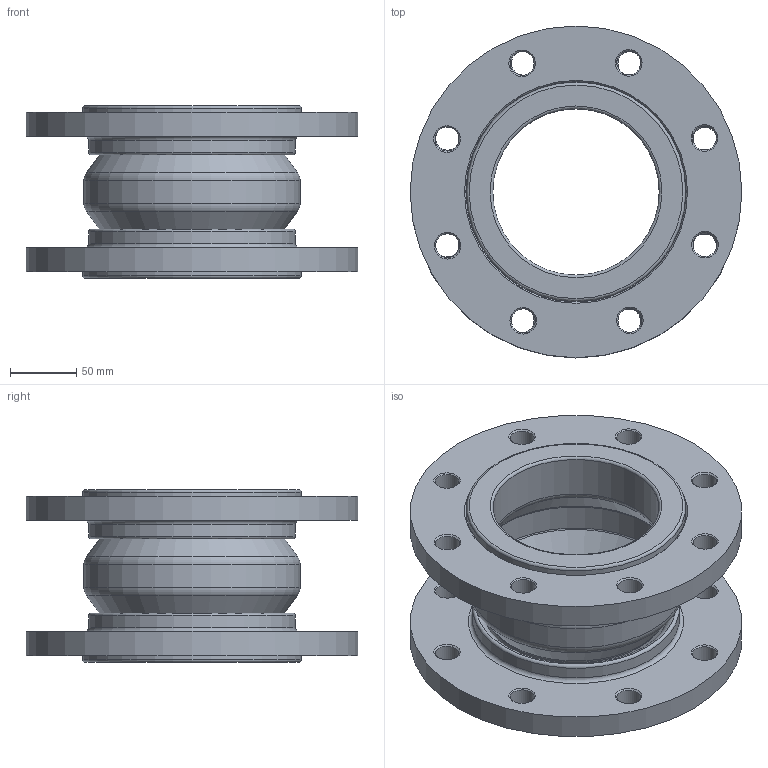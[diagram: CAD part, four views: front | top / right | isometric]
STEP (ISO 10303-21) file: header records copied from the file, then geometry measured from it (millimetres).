
FILE_DESCRIPTION(/* description */ (''),/* implementation_level */ '2;1');
FILE_NAME(/* name */ 'G_0125_130_016_HKS-R.stp',/* time_stamp */ '2022-07-04T15:25:33+02:00',/* author */ ('TKopatzki'),/* organization */ (''),/* preprocessor_version */ 'ST-DEVELOPER v19',/* originating_system */ 'Autodesk Inventor 2023',/* authorisation */ '');
FILE_SCHEMA (('AUTOMOTIVE_DESIGN { 1 0 10303 214 3 1 1 }'));
Length unit declared in the file: millimetre
Products named in the file (3): G_0125_130_016_HKS-R; GK_DN125; GK_R_DN125_Balg
Assembly tree (3 placements, depth 2):
  G_0125_130_016_HKS-R
    GK_DN125  x2
    GK_R_DN125_Balg
Bounding box: 250 x 250 x 130 mm (x, y, z)
Volume: 1632776.1 mm3; surface area: 378576.5 mm2
Topology: 3 solids, 3 shells, 120 faces, 298 edges, 192 vertices
Faces by surface type: cone 38, cylinder 34, torus 34, plane 14
Full cylindrical faces by diameter (mm): 18 x16, 125.434 x2, 135.434 x2, 137 x2, 147 x2, 153 x1, 156 x2, 163 x1, 165 x2, 166 x2, 250 x2
Entity records: 2610 total; most frequent: DIRECTION 520, CARTESIAN_POINT 408, ORIENTED_EDGE 392, AXIS2_PLACEMENT_3D 239, EDGE_CURVE 196, CIRCLE 154, VERTEX_POINT 127, EDGE_LOOP 105
